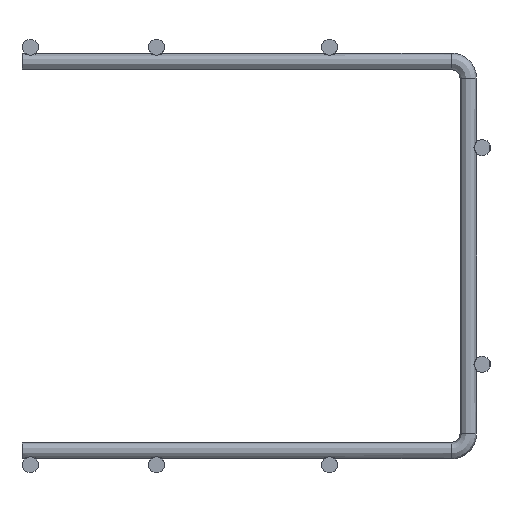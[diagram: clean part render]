
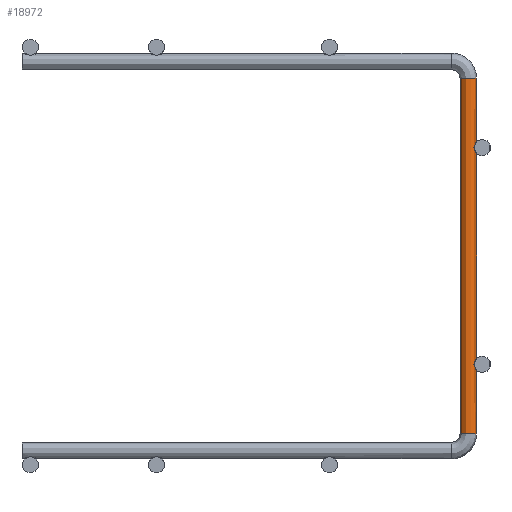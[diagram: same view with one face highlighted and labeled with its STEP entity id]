
A CAD part, left-side view. The second image highlights one B-rep face of the part: STEP entity #18972.
In plain terms, the highlighted cylindrical face has radius 1.9 mm (diameter 3.8 mm), a partial arc.
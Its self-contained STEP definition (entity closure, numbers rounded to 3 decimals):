
#78 = DIRECTION ( 'NONE',  ( -1., 0., 0. ) ) ;
#265 = VERTEX_POINT ( 'NONE', #25763 ) ;
#837 = ORIENTED_EDGE ( 'NONE', *, *, #19740, .T. ) ;
#1305 = CARTESIAN_POINT ( 'NONE',  ( 15.806, 1.3, 26.386 ) ) ;
#1412 = CARTESIAN_POINT ( 'NONE',  ( 15.348, 1.413, 26.271 ) ) ;
#1530 = CARTESIAN_POINT ( 'NONE',  ( 14.849, 1.681, 24.101 ) ) ;
#1784 = CARTESIAN_POINT ( 'NONE',  ( 15.806, 1.308, -26.379 ) ) ;
#1896 = CARTESIAN_POINT ( 'NONE',  ( 14.729, 1.787, -24.348 ) ) ;
#2339 = ORIENTED_EDGE ( 'NONE', *, *, #12536, .F. ) ;
#2842 = CIRCLE ( 'NONE', #30047, 1.9 ) ;
#3315 = DIRECTION ( 'NONE',  ( 0., 0., 1. ) ) ;
#3669 = DIRECTION ( 'NONE',  ( 0., 0., 1. ) ) ;
#3912 = CARTESIAN_POINT ( 'NONE',  ( 15.109, 1.52, 26.142 ) ) ;
#4020 = CARTESIAN_POINT ( 'NONE',  ( 15.108, 1.52, 23.859 ) ) ;
#4068 = DIRECTION ( 'NONE',  ( 0., 0., 1. ) ) ;
#4169 = CARTESIAN_POINT ( 'NONE',  ( 16., 1.3, -26.386 ) ) ;
#4284 = CARTESIAN_POINT ( 'NONE',  ( 15.523, 1.359, -26.329 ) ) ;
#4391 = CARTESIAN_POINT ( 'NONE',  ( 14.858, 1.68, -24.108 ) ) ;
#4882 = EDGE_CURVE ( 'NONE', #30757, #16674, #23589, .T. ) ;
#5093 = VERTEX_POINT ( 'NONE', #14264 ) ;
#5569 = FACE_OUTER_BOUND ( 'NONE', #20948, .T. ) ;
#5736 = B_SPLINE_CURVE_WITH_KNOTS ( 'NONE', 3,
 ( #11321, #1305, #16304, #1412, #18808, #3912, #21281, #6394, #23785, #8919, #26274, #11430, #28781, #13928, #31261, #16410, #1530, #18917, #4020, #21400, #6511, #23879, #9033, #26400 ),
 .UNSPECIFIED., .F., .F.,
 ( 4, 2, 2, 2, 2, 2, 2, 2, 2, 2, 2, 4 ),
 ( 0.002, 0.003, 0.003, 0.003, 0.004, 0.005, 0.005, 0.005, 0.006, 0.006, 0.006, 0.007 ),
 .UNSPECIFIED. ) ;
#6149 = CARTESIAN_POINT ( 'NONE',  ( 16., 1.3, -41. ) ) ;
#6394 = CARTESIAN_POINT ( 'NONE',  ( 14.851, 1.68, 25.901 ) ) ;
#6511 = CARTESIAN_POINT ( 'NONE',  ( 15.347, 1.413, 23.73 ) ) ;
#6676 = CARTESIAN_POINT ( 'NONE',  ( 15.902, 1.3, -26.386 ) ) ;
#6772 = CARTESIAN_POINT ( 'NONE',  ( 15.1, 1.52, -26.149 ) ) ;
#6880 = CARTESIAN_POINT ( 'NONE',  ( 15.1, 1.52, -23.851 ) ) ;
#8919 = CARTESIAN_POINT ( 'NONE',  ( 14.642, 1.869, 25.388 ) ) ;
#9033 = CARTESIAN_POINT ( 'NONE',  ( 15.806, 1.3, 23.614 ) ) ;
#9266 = ORIENTED_EDGE ( 'NONE', *, *, #27711, .T. ) ;
#9282 = CARTESIAN_POINT ( 'NONE',  ( 14.858, 1.68, -25.892 ) ) ;
#9403 = CARTESIAN_POINT ( 'NONE',  ( 15.612, 1.331, -23.642 ) ) ;
#10166 = CIRCLE ( 'NONE', #23648, 1.9 ) ;
#10265 = VERTEX_POINT ( 'NONE', #10810 ) ;
#10670 = DIRECTION ( 'NONE',  ( 0., 0., 1. ) ) ;
#10807 = CARTESIAN_POINT ( 'NONE',  ( 16., 1.3, -23.614 ) ) ;
#10810 = CARTESIAN_POINT ( 'NONE',  ( 16., 1.3, 26.386 ) ) ;
#10951 = EDGE_CURVE ( 'NONE', #10265, #13482, #14215, .T. ) ;
#11000 = CARTESIAN_POINT ( 'NONE',  ( 16., 3.2, 41. ) ) ;
#11097 = ORIENTED_EDGE ( 'NONE', *, *, #27171, .T. ) ;
#11321 = CARTESIAN_POINT ( 'NONE',  ( 16., 1.3, 26.386 ) ) ;
#11430 = CARTESIAN_POINT ( 'NONE',  ( 14.614, 1.9, 24.904 ) ) ;
#11794 = CARTESIAN_POINT ( 'NONE',  ( 14.73, 1.786, -25.654 ) ) ;
#11895 = CARTESIAN_POINT ( 'NONE',  ( 16., 1.3, -23.614 ) ) ;
#11916 = LINE ( 'NONE', #31212, #24330 ) ;
#11967 = ORIENTED_EDGE ( 'NONE', *, *, #30884, .F. ) ;
#12416 = CARTESIAN_POINT ( 'NONE',  ( 16., 1.3, -41. ) ) ;
#12536 = EDGE_CURVE ( 'NONE', #10265, #16674, #5736, .T. ) ;
#13482 = VERTEX_POINT ( 'NONE', #20007 ) ;
#13486 = DIRECTION ( 'NONE',  ( -1., 0., 0. ) ) ;
#13928 = CARTESIAN_POINT ( 'NONE',  ( 14.65, 1.863, 24.616 ) ) ;
#14215 = LINE ( 'NONE', #12416, #21579 ) ;
#14264 = CARTESIAN_POINT ( 'NONE',  ( 16., 5.1, 41. ) ) ;
#14291 = CARTESIAN_POINT ( 'NONE',  ( 14.614, 1.9, -25.193 ) ) ;
#14949 = DIRECTION ( 'NONE',  ( 0., 0., -1. ) ) ;
#16304 = CARTESIAN_POINT ( 'NONE',  ( 15.611, 1.331, 26.358 ) ) ;
#16410 = CARTESIAN_POINT ( 'NONE',  ( 14.759, 1.759, 24.259 ) ) ;
#16674 = VERTEX_POINT ( 'NONE', #31980 ) ;
#16789 = CARTESIAN_POINT ( 'NONE',  ( 14.642, 1.869, -24.611 ) ) ;
#18002 = CARTESIAN_POINT ( 'NONE',  ( 16., 3.2, -41. ) ) ;
#18026 = CYLINDRICAL_SURFACE ( 'NONE', #29017, 1.9 ) ;
#18808 = CARTESIAN_POINT ( 'NONE',  ( 15.263, 1.447, 26.233 ) ) ;
#18917 = CARTESIAN_POINT ( 'NONE',  ( 15.038, 1.56, 23.913 ) ) ;
#18972 = ADVANCED_FACE ( 'NONE', ( #5569 ), #18026, .T. ) ;
#19026 = ORIENTED_EDGE ( 'NONE', *, *, #4882, .T. ) ;
#19182 = CARTESIAN_POINT ( 'NONE',  ( 15.617, 1.337, -26.351 ) ) ;
#19280 = CARTESIAN_POINT ( 'NONE',  ( 14.767, 1.753, -24.263 ) ) ;
#19364 = CARTESIAN_POINT ( 'NONE',  ( 16., 1.3, -41. ) ) ;
#19740 = EDGE_CURVE ( 'NONE', #13482, #5093, #2842, .T. ) ;
#19789 = VECTOR ( 'NONE', #3669, 1000. ) ;
#20007 = CARTESIAN_POINT ( 'NONE',  ( 16., 1.3, 41. ) ) ;
#20436 = CARTESIAN_POINT ( 'NONE',  ( 16., 1.3, -41. ) ) ;
#20546 = LINE ( 'NONE', #6149, #19789 ) ;
#20704 = DIRECTION ( 'NONE',  ( 0., -1., 0. ) ) ;
#20948 = EDGE_LOOP ( 'NONE', ( #11967, #30708, #11097, #9266, #19026, #2339, #23102, #837 ) ) ;
#21281 = CARTESIAN_POINT ( 'NONE',  ( 15.039, 1.559, 26.088 ) ) ;
#21400 = CARTESIAN_POINT ( 'NONE',  ( 15.262, 1.447, 23.767 ) ) ;
#21579 = VECTOR ( 'NONE', #24758, 1000. ) ;
#21654 = CARTESIAN_POINT ( 'NONE',  ( 15.259, 1.441, -26.241 ) ) ;
#21775 = CARTESIAN_POINT ( 'NONE',  ( 14.912, 1.641, -24.039 ) ) ;
#21911 = VERTEX_POINT ( 'NONE', #19364 ) ;
#22165 = EDGE_CURVE ( 'NONE', #21911, #26533, #10166, .T. ) ;
#22417 = B_SPLINE_CURVE_WITH_KNOTS ( 'NONE', 3,
 ( #4169, #6676, #1784, #19182, #4284, #21654, #6772, #24152, #9282, #26658, #11794, #29141, #14291, #31643, #16789, #1896, #19280, #4391, #21775, #6880, #24256, #9403, #26770, #11895 ),
 .UNSPECIFIED., .F., .F.,
 ( 4, 2, 2, 2, 2, 2, 2, 2, 2, 2, 2, 4 ),
 ( 0., 0., 0.001, 0.001, 0.001, 0.002, 0.002, 0.003, 0.003, 0.003, 0.004, 0.005 ),
 .UNSPECIFIED. ) ;
#23102 = ORIENTED_EDGE ( 'NONE', *, *, #10951, .T. ) ;
#23589 = LINE ( 'NONE', #20436, #29431 ) ;
#23648 = AXIS2_PLACEMENT_3D ( 'NONE', #29794, #14949, #78 ) ;
#23785 = CARTESIAN_POINT ( 'NONE',  ( 14.759, 1.759, 25.742 ) ) ;
#23879 = CARTESIAN_POINT ( 'NONE',  ( 15.611, 1.331, 23.642 ) ) ;
#24152 = CARTESIAN_POINT ( 'NONE',  ( 14.913, 1.64, -25.963 ) ) ;
#24256 = CARTESIAN_POINT ( 'NONE',  ( 15.258, 1.441, -23.759 ) ) ;
#24330 = VECTOR ( 'NONE', #4068, 1000. ) ;
#24758 = DIRECTION ( 'NONE',  ( 0., 0., 1. ) ) ;
#24994 = CARTESIAN_POINT ( 'NONE',  ( 16., 5.1, -41. ) ) ;
#25763 = CARTESIAN_POINT ( 'NONE',  ( 16., 1.3, -26.386 ) ) ;
#26274 = CARTESIAN_POINT ( 'NONE',  ( 14.614, 1.9, 25.194 ) ) ;
#26400 = CARTESIAN_POINT ( 'NONE',  ( 16., 1.3, 23.614 ) ) ;
#26533 = VERTEX_POINT ( 'NONE', #24994 ) ;
#26658 = CARTESIAN_POINT ( 'NONE',  ( 14.767, 1.753, -25.737 ) ) ;
#26770 = CARTESIAN_POINT ( 'NONE',  ( 15.807, 1.3, -23.614 ) ) ;
#27171 = EDGE_CURVE ( 'NONE', #21911, #265, #20546, .T. ) ;
#27711 = EDGE_CURVE ( 'NONE', #265, #30757, #22417, .T. ) ;
#28352 = DIRECTION ( 'NONE',  ( 0., 0., -1. ) ) ;
#28781 = CARTESIAN_POINT ( 'NONE',  ( 14.621, 1.892, 24.806 ) ) ;
#29017 = AXIS2_PLACEMENT_3D ( 'NONE', #18002, #3315, #20704 ) ;
#29141 = CARTESIAN_POINT ( 'NONE',  ( 14.641, 1.869, -25.387 ) ) ;
#29431 = VECTOR ( 'NONE', #10670, 1000. ) ;
#29794 = CARTESIAN_POINT ( 'NONE',  ( 16., 3.2, -41. ) ) ;
#30047 = AXIS2_PLACEMENT_3D ( 'NONE', #11000, #28352, #13486 ) ;
#30708 = ORIENTED_EDGE ( 'NONE', *, *, #22165, .F. ) ;
#30757 = VERTEX_POINT ( 'NONE', #10807 ) ;
#30884 = EDGE_CURVE ( 'NONE', #26533, #5093, #11916, .T. ) ;
#31212 = CARTESIAN_POINT ( 'NONE',  ( 16., 5.1, -41. ) ) ;
#31261 = CARTESIAN_POINT ( 'NONE',  ( 14.671, 1.842, 24.524 ) ) ;
#31643 = CARTESIAN_POINT ( 'NONE',  ( 14.614, 1.9, -24.806 ) ) ;
#31980 = CARTESIAN_POINT ( 'NONE',  ( 16., 1.3, 23.614 ) ) ;
